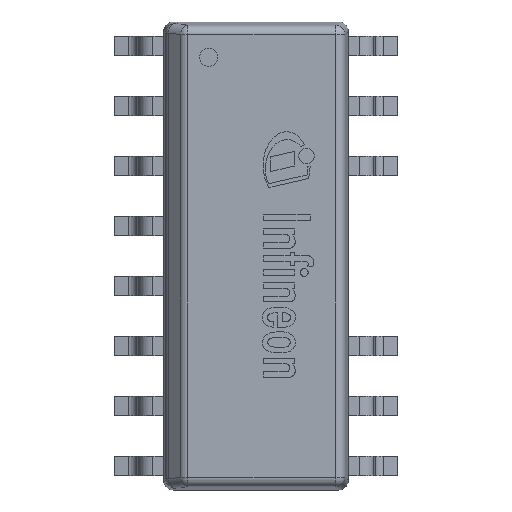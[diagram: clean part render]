
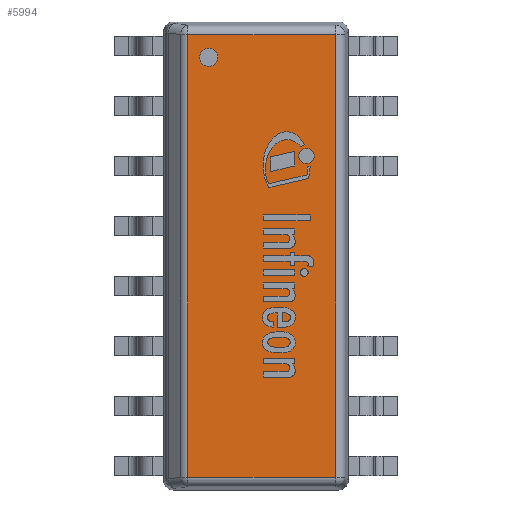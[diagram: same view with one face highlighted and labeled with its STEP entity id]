
A CAD part, top view. The second image highlights one B-rep face of the part: STEP entity #5994.
In plain terms, the highlighted planar face has unit normal (0, 0, 1).
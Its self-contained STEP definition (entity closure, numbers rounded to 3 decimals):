
#132=FACE_BOUND('',#2225,.T.);
#145=PLANE('',#6413);
#403=LINE('',#8657,#1078);
#405=LINE('',#8667,#1080);
#408=LINE('',#8672,#1083);
#411=LINE('',#8676,#1086);
#1078=VECTOR('',#6953,1.);
#1080=VECTOR('',#6965,1.);
#1083=VECTOR('',#6972,1.);
#1086=VECTOR('',#6977,1.);
#1858=FACE_OUTER_BOUND('',#2224,.T.);
#2224=EDGE_LOOP('',(#4284,#4285,#4286,#4287));
#2225=EDGE_LOOP('',(#4288));
#2596=CIRCLE('',#6414,0.19);
#2744=VERTEX_POINT('',#8611);
#2752=VERTEX_POINT('',#8634);
#2757=VERTEX_POINT('',#8647);
#2759=VERTEX_POINT('',#8659);
#2766=VERTEX_POINT('',#8698);
#3346=EDGE_CURVE('',#2744,#2757,#403,.T.);
#3351=EDGE_CURVE('',#2759,#2752,#405,.T.);
#3354=EDGE_CURVE('',#2757,#2759,#408,.T.);
#3357=EDGE_CURVE('',#2752,#2744,#411,.T.);
#3368=EDGE_CURVE('',#2766,#2766,#2596,.T.);
#4284=ORIENTED_EDGE('',*,*,#3351,.F.);
#4285=ORIENTED_EDGE('',*,*,#3354,.F.);
#4286=ORIENTED_EDGE('',*,*,#3346,.F.);
#4287=ORIENTED_EDGE('',*,*,#3357,.F.);
#4288=ORIENTED_EDGE('',*,*,#3368,.T.);
#5994=ADVANCED_FACE('',(#1858,#132),#145,.T.);
#6413=AXIS2_PLACEMENT_3D('',#8697,#7002,#7003);
#6414=AXIS2_PLACEMENT_3D('',#8699,#7004,#7005);
#6953=DIRECTION('',(-1.,0.,0.));
#6965=DIRECTION('',(1.,0.,0.));
#6972=DIRECTION('',(0.,1.,0.));
#6977=DIRECTION('',(0.,-1.,0.));
#7002=DIRECTION('center_axis',(0.,0.,1.));
#7003=DIRECTION('ref_axis',(0.,-1.,0.));
#7004=DIRECTION('center_axis',(0.,0.,-1.));
#7005=DIRECTION('ref_axis',(0.,1.,0.));
#8611=CARTESIAN_POINT('',(1.682,-4.682,1.75));
#8634=CARTESIAN_POINT('',(1.682,4.682,1.75));
#8647=CARTESIAN_POINT('',(-1.447,-4.682,1.75));
#8657=CARTESIAN_POINT('',(0.975,-4.682,1.75));
#8659=CARTESIAN_POINT('',(-1.447,4.682,1.75));
#8667=CARTESIAN_POINT('',(-0.975,4.682,1.75));
#8672=CARTESIAN_POINT('',(-1.447,3.43,1.75));
#8676=CARTESIAN_POINT('',(1.682,2.475,1.75));
#8697=CARTESIAN_POINT('Origin',(0.,0.,
1.75));
#8698=CARTESIAN_POINT('',(-1.,4.01,1.75));
#8699=CARTESIAN_POINT('Origin',(-1.,4.2,1.75));
